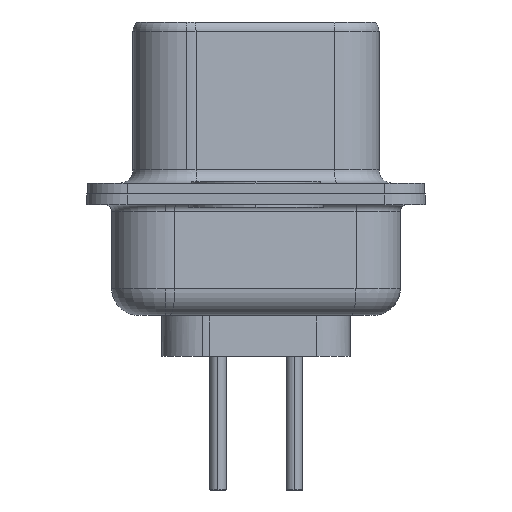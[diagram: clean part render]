
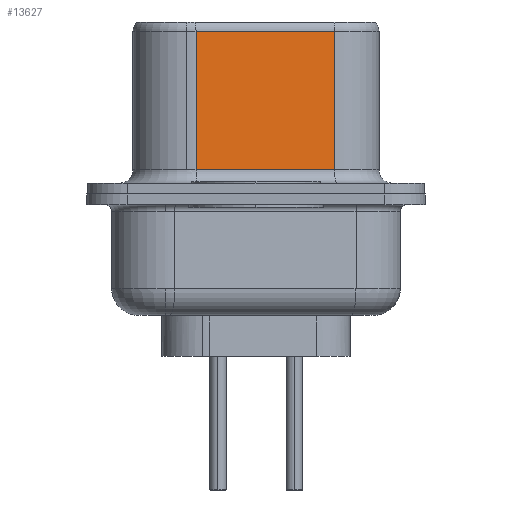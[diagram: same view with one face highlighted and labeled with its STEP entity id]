
A CAD part, left-side view. The second image highlights one B-rep face of the part: STEP entity #13627.
In plain terms, the highlighted planar face has unit normal (-0.985, -0.174, 0).
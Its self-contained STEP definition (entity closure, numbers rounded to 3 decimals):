
#1384 = AXIS2_PLACEMENT_3D ( 'NONE', #4065, #11474, #8415 ) ;
#1615 = DIRECTION ( 'NONE',  ( -0.174, 0.985, 0. ) ) ;
#2076 = ORIENTED_EDGE ( 'NONE', *, *, #9788, .T. ) ;
#2489 = ORIENTED_EDGE ( 'NONE', *, *, #14418, .T. ) ;
#2492 = PLANE ( 'NONE',  #1384 ) ;
#3594 = VERTEX_POINT ( 'NONE', #10075 ) ;
#4065 = CARTESIAN_POINT ( 'NONE',  ( 4.575, -2.927, 6.55 ) ) ;
#4602 = EDGE_LOOP ( 'NONE', ( #13552, #5043, #2489, #2076 ) ) ;
#4956 = LINE ( 'NONE', #16921, #8658 ) ;
#5043 = ORIENTED_EDGE ( 'NONE', *, *, #9760, .T. ) ;
#6262 = DIRECTION ( 'NONE',  ( 0., 0., -1. ) ) ;
#6263 = DIRECTION ( 'NONE',  ( 0.174, -0.985, 0. ) ) ;
#6383 = EDGE_CURVE ( 'NONE', #3594, #17205, #4956, .T. ) ;
#7023 = VERTEX_POINT ( 'NONE', #8088 ) ;
#7287 = VECTOR ( 'NONE', #1615, 1000. ) ;
#7382 = CARTESIAN_POINT ( 'NONE',  ( 3.665, 2.233, 0.9 ) ) ;
#7645 = LINE ( 'NONE', #14961, #7287 ) ;
#7830 = LINE ( 'NONE', #13850, #10422 ) ;
#8088 = CARTESIAN_POINT ( 'NONE',  ( 3.665, 2.233, 6.05 ) ) ;
#8415 = DIRECTION ( 'NONE',  ( -0.174, 0.985, 0. ) ) ;
#8658 = VECTOR ( 'NONE', #6262, 1000. ) ;
#9461 = CARTESIAN_POINT ( 'NONE',  ( 3.665, 2.233, 6.55 ) ) ;
#9760 = EDGE_CURVE ( 'NONE', #3594, #7023, #7645, .T. ) ;
#9788 = EDGE_CURVE ( 'NONE', #17976, #17205, #7830, .T. ) ;
#10075 = CARTESIAN_POINT ( 'NONE',  ( 4.575, -2.927, 6.05 ) ) ;
#10091 = FACE_OUTER_BOUND ( 'NONE', #4602, .T. ) ;
#10422 = VECTOR ( 'NONE', #6263, 1000. ) ;
#10656 = LINE ( 'NONE', #9461, #18760 ) ;
#11474 = DIRECTION ( 'NONE',  ( 0.985, 0.174, 0. ) ) ;
#13552 = ORIENTED_EDGE ( 'NONE', *, *, #6383, .F. ) ;
#13627 = ADVANCED_FACE ( 'NONE', ( #10091 ), #2492, .F. ) ;
#13850 = CARTESIAN_POINT ( 'NONE',  ( 4.575, -2.927, 0.9 ) ) ;
#14418 = EDGE_CURVE ( 'NONE', #7023, #17976, #10656, .T. ) ;
#14961 = CARTESIAN_POINT ( 'NONE',  ( 4.575, -2.927, 6.05 ) ) ;
#16921 = CARTESIAN_POINT ( 'NONE',  ( 4.575, -2.927, 6.55 ) ) ;
#17102 = CARTESIAN_POINT ( 'NONE',  ( 4.575, -2.927, 0.9 ) ) ;
#17205 = VERTEX_POINT ( 'NONE', #17102 ) ;
#17976 = VERTEX_POINT ( 'NONE', #7382 ) ;
#18462 = DIRECTION ( 'NONE',  ( 0., 0., -1. ) ) ;
#18760 = VECTOR ( 'NONE', #18462, 1000. ) ;
